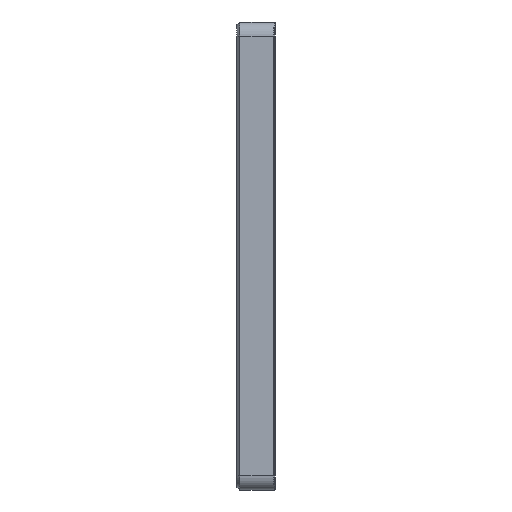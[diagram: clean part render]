
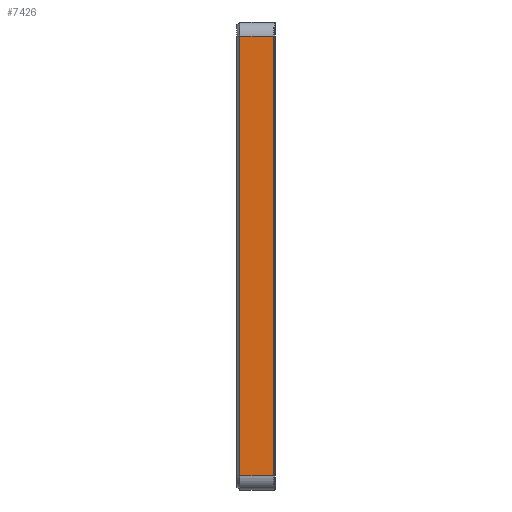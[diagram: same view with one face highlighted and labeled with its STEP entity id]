
A CAD part, left-side view. The second image highlights one B-rep face of the part: STEP entity #7426.
In plain terms, the highlighted planar face has unit normal (-1, 0, 0).
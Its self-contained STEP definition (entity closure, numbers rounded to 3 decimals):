
#82=PLANE('',#7950);
#426=FACE_OUTER_BOUND('',#903,.T.);
#903=EDGE_LOOP('',(#5142,#5143,#5144,#5145));
#1402=LINE('',#11334,#2107);
#1420=LINE('',#11413,#2125);
#1421=LINE('',#11416,#2126);
#1422=LINE('',#11417,#2127);
#2107=VECTOR('',#8871,1.);
#2125=VECTOR('',#8957,1.);
#2126=VECTOR('',#8960,1.);
#2127=VECTOR('',#8961,1.);
#3237=VERTEX_POINT('',#11327);
#3239=VERTEX_POINT('',#11333);
#3266=VERTEX_POINT('',#11411);
#3267=VERTEX_POINT('',#11415);
#3932=EDGE_CURVE('',#3237,#3239,#1402,.T.);
#3968=EDGE_CURVE('',#3266,#3237,#1420,.T.);
#3969=EDGE_CURVE('',#3267,#3266,#1421,.T.);
#3970=EDGE_CURVE('',#3239,#3267,#1422,.T.);
#5142=ORIENTED_EDGE('',*,*,#3932,.F.);
#5143=ORIENTED_EDGE('',*,*,#3968,.F.);
#5144=ORIENTED_EDGE('',*,*,#3969,.F.);
#5145=ORIENTED_EDGE('',*,*,#3970,.F.);
#7426=ADVANCED_FACE('',(#426),#82,.T.);
#7950=AXIS2_PLACEMENT_3D('',#11414,#8958,#8959);
#8871=DIRECTION('',(0.,0.,-1.));
#8957=DIRECTION('',(0.,-1.,0.));
#8958=DIRECTION('center_axis',(-1.,0.,0.));
#8959=DIRECTION('ref_axis',(0.,1.,0.));
#8960=DIRECTION('',(0.,0.,1.));
#8961=DIRECTION('',(0.,1.,0.));
#11327=CARTESIAN_POINT('',(-16.763,-5.3,120.775));
#11333=CARTESIAN_POINT('',(-16.763,-5.3,-34.225));
#11334=CARTESIAN_POINT('',(-16.763,-5.3,43.275));
#11411=CARTESIAN_POINT('',(-16.763,7.,120.775));
#11413=CARTESIAN_POINT('',(-16.763,0.,120.775));
#11414=CARTESIAN_POINT('Origin',(-16.763,0.,43.275));
#11415=CARTESIAN_POINT('',(-16.763,7.,-34.225));
#11416=CARTESIAN_POINT('',(-16.763,7.,43.275));
#11417=CARTESIAN_POINT('',(-16.763,0.,-34.225));
